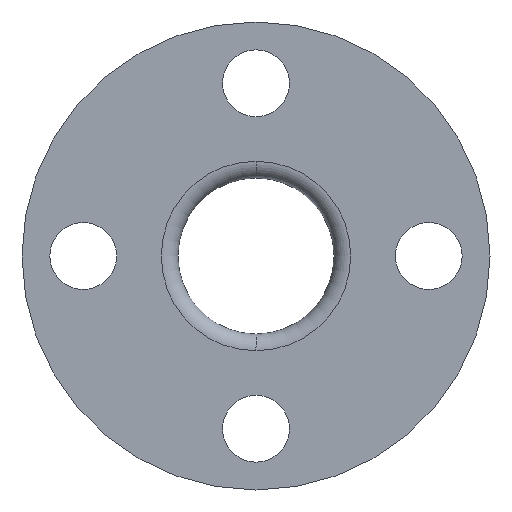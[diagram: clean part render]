
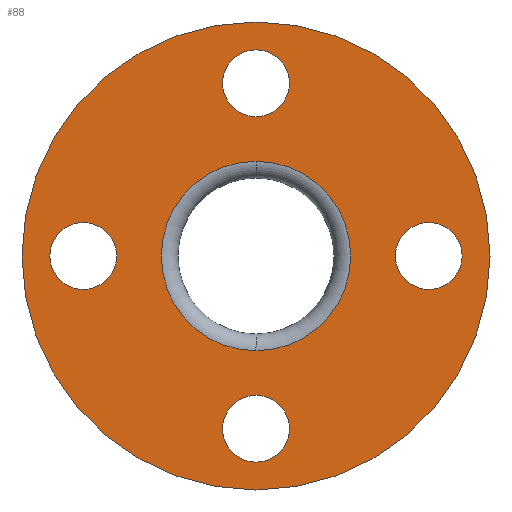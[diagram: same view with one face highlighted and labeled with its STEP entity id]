
A CAD part, left-side view. The second image highlights one B-rep face of the part: STEP entity #88.
In plain terms, the highlighted planar face has unit normal (-1, 0, 0).
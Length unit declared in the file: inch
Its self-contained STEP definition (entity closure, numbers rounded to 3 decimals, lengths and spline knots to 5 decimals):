
#4 = VERTEX_POINT ( 'NONE', #353 ) ;
#8 = ORIENTED_EDGE ( 'NONE', *, *, #634, .T. ) ;
#12 = VERTEX_POINT ( 'NONE', #78 ) ;
#13 = ORIENTED_EDGE ( 'NONE', *, *, #140, .F. ) ;
#21 = CARTESIAN_POINT ( 'NONE',  ( 0.73736, 1.9375, 0.375 ) ) ;
#25 = CARTESIAN_POINT ( 'NONE',  ( 0.73736, 0., 0. ) ) ;
#30 = EDGE_CURVE ( 'NONE', #248, #170, #715, .T. ) ;
#32 = DIRECTION ( 'NONE',  ( 0., 1., 0. ) ) ;
#43 = ORIENTED_EDGE ( 'NONE', *, *, #30, .F. ) ;
#54 = VERTEX_POINT ( 'NONE', #659 ) ;
#57 = ORIENTED_EDGE ( 'NONE', *, *, #172, .F. ) ;
#65 = CIRCLE ( 'NONE', #607, 1.0625 ) ;
#76 = DIRECTION ( 'NONE',  ( -1., 0., 0. ) ) ;
#78 = CARTESIAN_POINT ( 'NONE',  ( 0.73736, 0., -2.625 ) ) ;
#88 = ADVANCED_FACE ( 'NONE', ( #497, #614, #157, #612, #163, #721 ), #104, .T. ) ;
#90 = CARTESIAN_POINT ( 'NONE',  ( 0.73736, 0., 1.9375 ) ) ;
#97 = CARTESIAN_POINT ( 'NONE',  ( 0.73736, 0., -1.9375 ) ) ;
#100 = CIRCLE ( 'NONE', #644, 0.375 ) ;
#104 = PLANE ( 'NONE',  #178 ) ;
#105 = ORIENTED_EDGE ( 'NONE', *, *, #705, .F. ) ;
#116 = VERTEX_POINT ( 'NONE', #453 ) ;
#124 = CIRCLE ( 'NONE', #148, 0.375 ) ;
#126 = EDGE_LOOP ( 'NONE', ( #13, #684 ) ) ;
#132 = CARTESIAN_POINT ( 'NONE',  ( 0.73736, 1.9375, 0. ) ) ;
#140 = EDGE_CURVE ( 'NONE', #116, #336, #437, .T. ) ;
#145 = CIRCLE ( 'NONE', #333, 0.375 ) ;
#148 = AXIS2_PLACEMENT_3D ( 'NONE', #278, #429, #210 ) ;
#154 = DIRECTION ( 'NONE',  ( 0., 0., 1. ) ) ;
#157 = FACE_BOUND ( 'NONE', #540, .T. ) ;
#159 = DIRECTION ( 'NONE',  ( 1., 0., 0. ) ) ;
#163 = FACE_BOUND ( 'NONE', #455, .T. ) ;
#169 = VERTEX_POINT ( 'NONE', #513 ) ;
#170 = VERTEX_POINT ( 'NONE', #367 ) ;
#172 = EDGE_CURVE ( 'NONE', #54, #4, #212, .T. ) ;
#178 = AXIS2_PLACEMENT_3D ( 'NONE', #730, #386, #664 ) ;
#181 = AXIS2_PLACEMENT_3D ( 'NONE', #368, #484, #597 ) ;
#184 = CARTESIAN_POINT ( 'NONE',  ( 0.73736, 0., -2.3125 ) ) ;
#186 = CARTESIAN_POINT ( 'NONE',  ( 0.73736, -1.9375, -0.375 ) ) ;
#195 = CARTESIAN_POINT ( 'NONE',  ( 0.73736, 1.9375, 0. ) ) ;
#198 = CIRCLE ( 'NONE', #580, 1.0625 ) ;
#204 = AXIS2_PLACEMENT_3D ( 'NONE', #584, #339, #356 ) ;
#210 = DIRECTION ( 'NONE',  ( 0., -1., 0. ) ) ;
#211 = EDGE_CURVE ( 'NONE', #12, #511, #550, .T. ) ;
#212 = CIRCLE ( 'NONE', #606, 0.375 ) ;
#235 = EDGE_LOOP ( 'NONE', ( #57, #488 ) ) ;
#245 = DIRECTION ( 'NONE',  ( -1., 0., 0. ) ) ;
#248 = VERTEX_POINT ( 'NONE', #184 ) ;
#278 = CARTESIAN_POINT ( 'NONE',  ( 0.73736, 0., 1.9375 ) ) ;
#282 = EDGE_CURVE ( 'NONE', #727, #343, #716, .T. ) ;
#292 = EDGE_CURVE ( 'NONE', #336, #116, #708, .T. ) ;
#297 = DIRECTION ( 'NONE',  ( 0., 0., -1. ) ) ;
#313 = DIRECTION ( 'NONE',  ( -1., 0., 0. ) ) ;
#317 = EDGE_CURVE ( 'NONE', #169, #444, #65, .T. ) ;
#328 = CARTESIAN_POINT ( 'NONE',  ( 0.73736, 0., 0. ) ) ;
#333 = AXIS2_PLACEMENT_3D ( 'NONE', #97, #548, #378 ) ;
#336 = VERTEX_POINT ( 'NONE', #186 ) ;
#339 = DIRECTION ( 'NONE',  ( -1., 0., 0. ) ) ;
#340 = ORIENTED_EDGE ( 'NONE', *, *, #515, .T. ) ;
#343 = VERTEX_POINT ( 'NONE', #21 ) ;
#353 = CARTESIAN_POINT ( 'NONE',  ( 0.73736, 0., 1.5625 ) ) ;
#356 = DIRECTION ( 'NONE',  ( 0., 0., -1. ) ) ;
#358 = DIRECTION ( 'NONE',  ( 0., 0., 1. ) ) ;
#367 = CARTESIAN_POINT ( 'NONE',  ( 0.73736, 0., -1.5625 ) ) ;
#368 = CARTESIAN_POINT ( 'NONE',  ( 0.73736, 0., 0. ) ) ;
#378 = DIRECTION ( 'NONE',  ( 0., 1., 0. ) ) ;
#386 = DIRECTION ( 'NONE',  ( -1., 0., 0. ) ) ;
#406 = ORIENTED_EDGE ( 'NONE', *, *, #317, .T. ) ;
#421 = CARTESIAN_POINT ( 'NONE',  ( 0.73736, 0., 0. ) ) ;
#425 = AXIS2_PLACEMENT_3D ( 'NONE', #645, #538, #32 ) ;
#429 = DIRECTION ( 'NONE',  ( -1., 0., 0. ) ) ;
#432 = EDGE_LOOP ( 'NONE', ( #340, #504 ) ) ;
#437 = CIRCLE ( 'NONE', #204, 0.375 ) ;
#444 = VERTEX_POINT ( 'NONE', #696 ) ;
#453 = CARTESIAN_POINT ( 'NONE',  ( 0.73736, -1.9375, 0.375 ) ) ;
#455 = EDGE_LOOP ( 'NONE', ( #8, #406 ) ) ;
#469 = DIRECTION ( 'NONE',  ( 0., 0., 1. ) ) ;
#478 = DIRECTION ( 'NONE',  ( 0., 0., 1. ) ) ;
#484 = DIRECTION ( 'NONE',  ( -1., 0., 0. ) ) ;
#488 = ORIENTED_EDGE ( 'NONE', *, *, #650, .F. ) ;
#490 = CARTESIAN_POINT ( 'NONE',  ( 0.73736, 0., 2.625 ) ) ;
#493 = DIRECTION ( 'NONE',  ( 0., -1., 0. ) ) ;
#494 = EDGE_CURVE ( 'NONE', #343, #727, #100, .T. ) ;
#497 = FACE_BOUND ( 'NONE', #235, .T. ) ;
#499 = DIRECTION ( 'NONE',  ( 0., 0., 1. ) ) ;
#504 = ORIENTED_EDGE ( 'NONE', *, *, #211, .T. ) ;
#508 = ORIENTED_EDGE ( 'NONE', *, *, #494, .F. ) ;
#511 = VERTEX_POINT ( 'NONE', #490 ) ;
#513 = CARTESIAN_POINT ( 'NONE',  ( 0.73736, 0., -1.0625 ) ) ;
#515 = EDGE_CURVE ( 'NONE', #511, #12, #565, .T. ) ;
#518 = DIRECTION ( 'NONE',  ( 1., 0., 0. ) ) ;
#538 = DIRECTION ( 'NONE',  ( -1., 0., 0. ) ) ;
#540 = EDGE_LOOP ( 'NONE', ( #105, #43 ) ) ;
#548 = DIRECTION ( 'NONE',  ( -1., 0., 0. ) ) ;
#550 = CIRCLE ( 'NONE', #563, 2.625 ) ;
#563 = AXIS2_PLACEMENT_3D ( 'NONE', #25, #245, #469 ) ;
#565 = CIRCLE ( 'NONE', #181, 2.625 ) ;
#580 = AXIS2_PLACEMENT_3D ( 'NONE', #328, #159, #499 ) ;
#584 = CARTESIAN_POINT ( 'NONE',  ( 0.73736, -1.9375, 0. ) ) ;
#587 = DIRECTION ( 'NONE',  ( -1., 0., 0. ) ) ;
#590 = CARTESIAN_POINT ( 'NONE',  ( 0.73736, -1.9375, 0. ) ) ;
#597 = DIRECTION ( 'NONE',  ( 0., 0., 1. ) ) ;
#605 = CARTESIAN_POINT ( 'NONE',  ( 0.73736, 1.9375, -0.375 ) ) ;
#606 = AXIS2_PLACEMENT_3D ( 'NONE', #90, #710, #493 ) ;
#607 = AXIS2_PLACEMENT_3D ( 'NONE', #421, #518, #154 ) ;
#612 = FACE_BOUND ( 'NONE', #676, .T. ) ;
#614 = FACE_BOUND ( 'NONE', #126, .T. ) ;
#633 = AXIS2_PLACEMENT_3D ( 'NONE', #590, #587, #297 ) ;
#634 = EDGE_CURVE ( 'NONE', #444, #169, #198, .T. ) ;
#644 = AXIS2_PLACEMENT_3D ( 'NONE', #195, #313, #478 ) ;
#645 = CARTESIAN_POINT ( 'NONE',  ( 0.73736, 0., -1.9375 ) ) ;
#650 = EDGE_CURVE ( 'NONE', #4, #54, #124, .T. ) ;
#652 = AXIS2_PLACEMENT_3D ( 'NONE', #132, #76, #358 ) ;
#659 = CARTESIAN_POINT ( 'NONE',  ( 0.73736, 0., 2.3125 ) ) ;
#664 = DIRECTION ( 'NONE',  ( 0., 0., 1. ) ) ;
#676 = EDGE_LOOP ( 'NONE', ( #508, #712 ) ) ;
#684 = ORIENTED_EDGE ( 'NONE', *, *, #292, .F. ) ;
#696 = CARTESIAN_POINT ( 'NONE',  ( 0.73736, 0., 1.0625 ) ) ;
#705 = EDGE_CURVE ( 'NONE', #170, #248, #145, .T. ) ;
#708 = CIRCLE ( 'NONE', #633, 0.375 ) ;
#710 = DIRECTION ( 'NONE',  ( -1., 0., 0. ) ) ;
#712 = ORIENTED_EDGE ( 'NONE', *, *, #282, .F. ) ;
#715 = CIRCLE ( 'NONE', #425, 0.375 ) ;
#716 = CIRCLE ( 'NONE', #652, 0.375 ) ;
#721 = FACE_OUTER_BOUND ( 'NONE', #432, .T. ) ;
#727 = VERTEX_POINT ( 'NONE', #605 ) ;
#730 = CARTESIAN_POINT ( 'NONE',  ( 0.73736, 0., 0. ) ) ;
